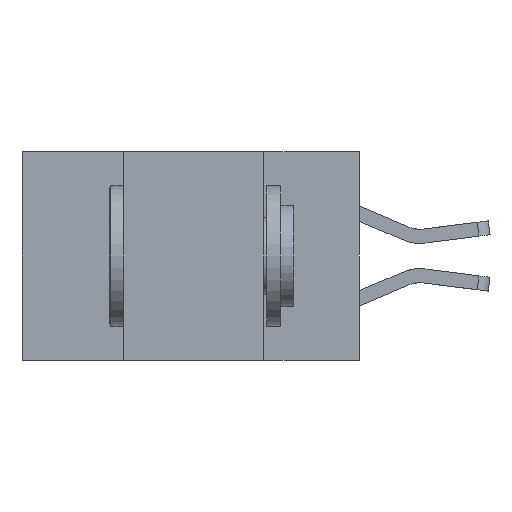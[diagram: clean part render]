
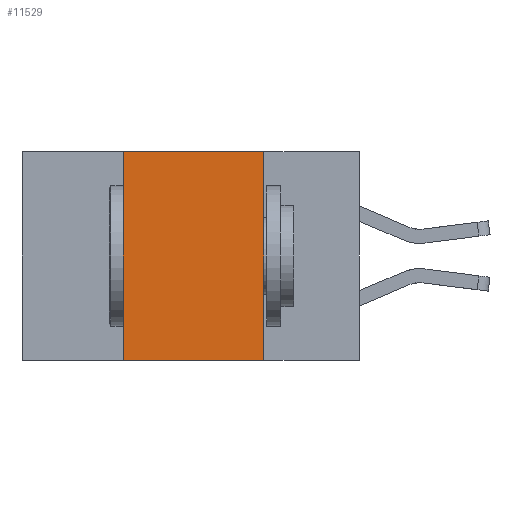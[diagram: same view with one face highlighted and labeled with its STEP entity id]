
A CAD part, left-side view. The second image highlights one B-rep face of the part: STEP entity #11529.
In plain terms, the highlighted planar face has unit normal (-1, 0, 0).
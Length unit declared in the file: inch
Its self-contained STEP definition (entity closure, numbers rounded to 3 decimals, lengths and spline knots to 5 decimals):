
#379 = CARTESIAN_POINT ( 'NONE',  ( 0., 0.6, 0. ) ) ;
#602 = ORIENTED_EDGE ( 'NONE', *, *, #1736, .F. ) ;
#1364 = PLANE ( 'NONE',  #10776 ) ;
#1736 = EDGE_CURVE ( 'NONE', #6854, #11057, #5627, .T. ) ;
#2232 = ORIENTED_EDGE ( 'NONE', *, *, #4083, .F. ) ;
#2258 = CARTESIAN_POINT ( 'NONE',  ( 0., 0.17, 0. ) ) ;
#2458 = VECTOR ( 'NONE', #9389, 39.37008 ) ;
#2765 = LINE ( 'NONE', #9904, #2458 ) ;
#3103 = EDGE_CURVE ( 'NONE', #6854, #11088, #3783, .T. ) ;
#3646 = DIRECTION ( 'NONE',  ( 0., -1., 0. ) ) ;
#3734 = LINE ( 'NONE', #6283, #5843 ) ;
#3783 = LINE ( 'NONE', #4167, #8558 ) ;
#3961 = DIRECTION ( 'NONE',  ( 0., -1., 0. ) ) ;
#4083 = EDGE_CURVE ( 'NONE', #5141, #11088, #2765, .T. ) ;
#4167 = CARTESIAN_POINT ( 'NONE',  ( 0., 0.6, -0.37 ) ) ;
#4233 = DIRECTION ( 'NONE',  ( 1., 0., 0. ) ) ;
#5036 = CARTESIAN_POINT ( 'NONE',  ( 0., 0.17, -0.37 ) ) ;
#5141 = VERTEX_POINT ( 'NONE', #2258 ) ;
#5627 = LINE ( 'NONE', #10870, #10118 ) ;
#5843 = VECTOR ( 'NONE', #3646, 39.37008 ) ;
#5905 = EDGE_CURVE ( 'NONE', #11057, #5141, #3734, .T. ) ;
#6283 = CARTESIAN_POINT ( 'NONE',  ( 0., 0.6, 0. ) ) ;
#6854 = VERTEX_POINT ( 'NONE', #11824 ) ;
#8558 = VECTOR ( 'NONE', #3961, 39.37008 ) ;
#9389 = DIRECTION ( 'NONE',  ( 0., 0., -1. ) ) ;
#9904 = CARTESIAN_POINT ( 'NONE',  ( 0., 0.17, 0. ) ) ;
#10118 = VECTOR ( 'NONE', #11870, 39.37008 ) ;
#10297 = CARTESIAN_POINT ( 'NONE',  ( 0., 0.42, 0. ) ) ;
#10510 = DIRECTION ( 'NONE',  ( 0., 0., -1. ) ) ;
#10564 = FACE_OUTER_BOUND ( 'NONE', #10788, .T. ) ;
#10776 = AXIS2_PLACEMENT_3D ( 'NONE', #379, #4233, #10510 ) ;
#10788 = EDGE_LOOP ( 'NONE', ( #2232, #10932, #602, #11569 ) ) ;
#10870 = CARTESIAN_POINT ( 'NONE',  ( 0., 0.42, 0. ) ) ;
#10932 = ORIENTED_EDGE ( 'NONE', *, *, #5905, .F. ) ;
#11057 = VERTEX_POINT ( 'NONE', #10297 ) ;
#11088 = VERTEX_POINT ( 'NONE', #5036 ) ;
#11529 = ADVANCED_FACE ( 'NONE', ( #10564 ), #1364, .F. ) ;
#11569 = ORIENTED_EDGE ( 'NONE', *, *, #3103, .T. ) ;
#11824 = CARTESIAN_POINT ( 'NONE',  ( 0., 0.42, -0.37 ) ) ;
#11870 = DIRECTION ( 'NONE',  ( 0., 0., 1. ) ) ;
